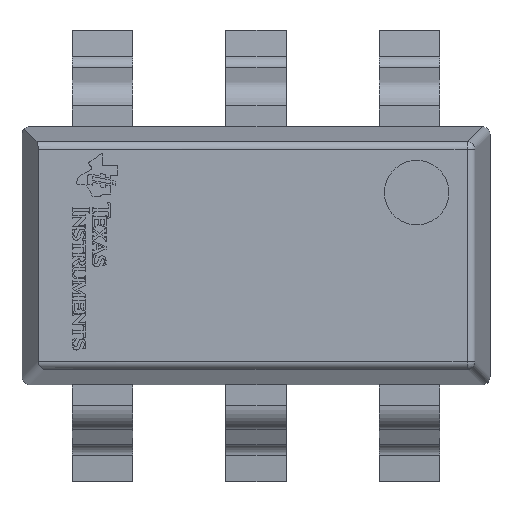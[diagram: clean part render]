
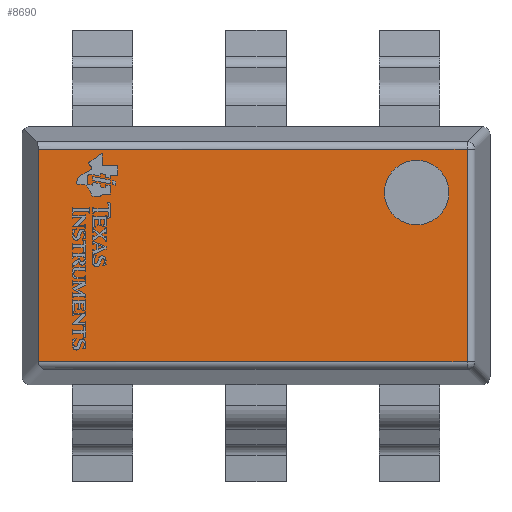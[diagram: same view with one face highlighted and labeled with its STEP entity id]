
A CAD part, top view. The second image highlights one B-rep face of the part: STEP entity #8690.
In plain terms, the highlighted planar face has unit normal (0, 0, 1).
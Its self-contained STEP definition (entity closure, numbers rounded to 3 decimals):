
#622=PLANE('',#9393);
#978=FACE_OUTER_BOUND('',#1467,.T.);
#1467=EDGE_LOOP('',(#6167,#6168,#6169,#6170,#6171));
#1933=LINE('',#11532,#2856);
#1954=LINE('',#11610,#2877);
#1956=LINE('',#11613,#2879);
#1964=LINE('',#11627,#2887);
#2856=VECTOR('',#9796,10.);
#2877=VECTOR('',#9885,10.);
#2879=VECTOR('',#9889,10.);
#2887=VECTOR('',#9909,10.);
#3788=ELLIPSE('',#9346,0.051,0.05);
#3830=VERTEX_POINT('',#11520);
#3833=VERTEX_POINT('',#11530);
#3835=VERTEX_POINT('',#11537);
#3836=VERTEX_POINT('',#11539);
#3844=VERTEX_POINT('',#11567);
#4709=EDGE_CURVE('',#3833,#3830,#1933,.T.);
#4713=EDGE_CURVE('',#3835,#3836,#3788,.T.);
#4750=EDGE_CURVE('',#3830,#3844,#1954,.T.);
#4752=EDGE_CURVE('',#3844,#3835,#1956,.T.);
#4760=EDGE_CURVE('',#3836,#3833,#1964,.T.);
#6167=ORIENTED_EDGE('',*,*,#4709,.F.);
#6168=ORIENTED_EDGE('',*,*,#4760,.F.);
#6169=ORIENTED_EDGE('',*,*,#4713,.F.);
#6170=ORIENTED_EDGE('',*,*,#4752,.F.);
#6171=ORIENTED_EDGE('',*,*,#4750,.F.);
#8690=ADVANCED_FACE('',(#978),#622,.T.);
#9346=AXIS2_PLACEMENT_3D('',#11540,#9803,#9804);
#9393=AXIS2_PLACEMENT_3D('',#11640,#9930,#9931);
#9796=DIRECTION('',(0.,1.,0.));
#9803=DIRECTION('center_axis',(0.,0.,-1.));
#9804=DIRECTION('ref_axis',(0.707,-0.707,0.));
#9885=DIRECTION('',(1.,0.,0.));
#9889=DIRECTION('',(0.,-1.,0.));
#9909=DIRECTION('',(-1.,0.,0.));
#9930=DIRECTION('center_axis',(0.,0.,1.));
#9931=DIRECTION('ref_axis',(1.,0.,0.));
#11520=CARTESIAN_POINT('',(-0.658,1.308,1.3));
#11530=CARTESIAN_POINT('',(-0.658,-1.35,1.3));
#11532=CARTESIAN_POINT('',(-0.658,0.363,1.3));
#11537=CARTESIAN_POINT('',(0.658,-1.35,1.3));
#11539=CARTESIAN_POINT('',(0.651,-1.35,1.3));
#11540=CARTESIAN_POINT('Origin',(0.649,-1.299,1.3));
#11567=CARTESIAN_POINT('',(0.658,1.308,1.3));
#11610=CARTESIAN_POINT('',(0.2,1.308,1.3));
#11613=CARTESIAN_POINT('',(0.658,-0.363,1.3));
#11627=CARTESIAN_POINT('',(-0.4,-1.35,1.3));
#11640=CARTESIAN_POINT('Origin',(0.,0.,
1.3));
